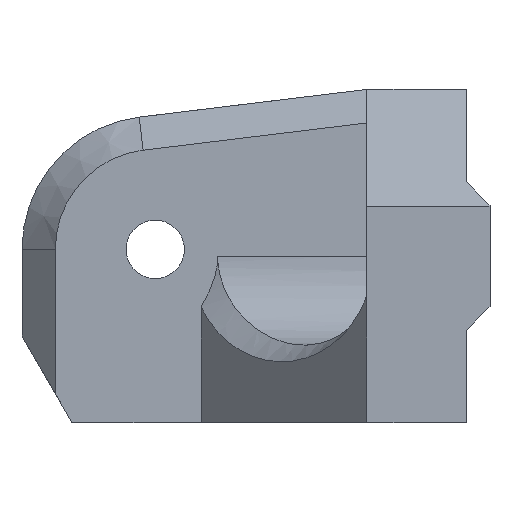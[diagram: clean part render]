
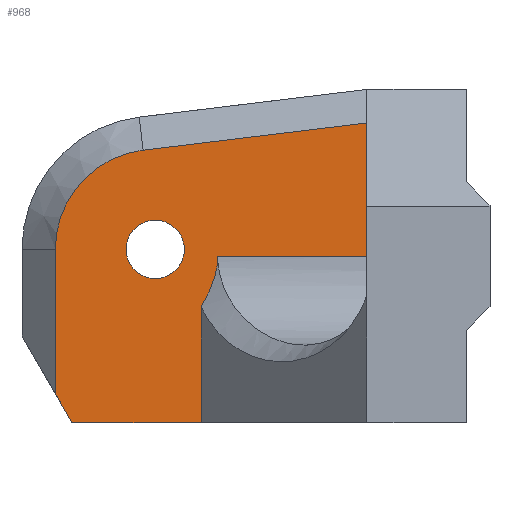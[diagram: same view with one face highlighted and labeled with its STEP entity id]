
A CAD part, front view. The second image highlights one B-rep face of the part: STEP entity #968.
In plain terms, the highlighted planar face has unit normal (0, -1, 0).
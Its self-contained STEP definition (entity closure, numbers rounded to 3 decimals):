
#30=FACE_BOUND('',#138,.T.);
#45=CIRCLE('',#1039,6.);
#46=CIRCLE('',#1042,1.75);
#58=B_SPLINE_CURVE_WITH_KNOTS('',3,(#1476,#1477,#1478,#1479,#1480,#1481,
#1482,#1483,#1484,#1485,#1486,#1487,#1488,#1489,#1490,#1491),
 .UNSPECIFIED.,.F.,.F.,(4,2,2,2,2,2,2,4),(0.,0.032,0.15,
0.234,0.299,0.313,0.32,
0.323),.UNSPECIFIED.);
#83=FACE_OUTER_BOUND('',#137,.T.);
#137=EDGE_LOOP('',(#733,#734,#735,#736,#737,#738,#739,#740,#741));
#138=EDGE_LOOP('',(#742));
#209=LINE('',#1535,#322);
#228=LINE('',#1640,#341);
#233=LINE('',#1652,#346);
#234=LINE('',#1655,#347);
#235=LINE('',#1657,#348);
#236=LINE('',#1658,#349);
#237=LINE('',#1659,#350);
#322=VECTOR('',#1141,10.);
#341=VECTOR('',#1182,10.);
#346=VECTOR('',#1195,10.);
#347=VECTOR('',#1198,10.);
#348=VECTOR('',#1199,10.);
#349=VECTOR('',#1200,10.);
#350=VECTOR('',#1201,10.);
#435=VERTEX_POINT('',#1465);
#436=VERTEX_POINT('',#1475);
#437=VERTEX_POINT('',#1533);
#454=VERTEX_POINT('',#1637);
#455=VERTEX_POINT('',#1639);
#457=VERTEX_POINT('',#1645);
#458=VERTEX_POINT('',#1650);
#459=VERTEX_POINT('',#1654);
#460=VERTEX_POINT('',#1656);
#461=VERTEX_POINT('',#1660);
#531=EDGE_CURVE('',#435,#436,#58,.F.);
#534=EDGE_CURVE('',#437,#435,#209,.T.);
#559=EDGE_CURVE('',#454,#455,#228,.T.);
#564=EDGE_CURVE('',#455,#457,#45,.T.);
#566=EDGE_CURVE('',#457,#458,#233,.T.);
#567=EDGE_CURVE('',#459,#454,#234,.T.);
#568=EDGE_CURVE('',#460,#459,#235,.T.);
#569=EDGE_CURVE('',#460,#436,#236,.T.);
#570=EDGE_CURVE('',#437,#458,#237,.T.);
#571=EDGE_CURVE('',#461,#461,#46,.T.);
#733=ORIENTED_EDGE('',*,*,#566,.F.);
#734=ORIENTED_EDGE('',*,*,#564,.F.);
#735=ORIENTED_EDGE('',*,*,#559,.F.);
#736=ORIENTED_EDGE('',*,*,#567,.F.);
#737=ORIENTED_EDGE('',*,*,#568,.F.);
#738=ORIENTED_EDGE('',*,*,#569,.T.);
#739=ORIENTED_EDGE('',*,*,#531,.F.);
#740=ORIENTED_EDGE('',*,*,#534,.F.);
#741=ORIENTED_EDGE('',*,*,#570,.T.);
#742=ORIENTED_EDGE('',*,*,#571,.F.);
#922=PLANE('',#1041);
#968=ADVANCED_FACE('',(#83,#30),#922,.F.);
#1039=AXIS2_PLACEMENT_3D('',#1648,#1190,#1191);
#1041=AXIS2_PLACEMENT_3D('',#1653,#1196,#1197);
#1042=AXIS2_PLACEMENT_3D('',#1661,#1202,#1203);
#1141=DIRECTION('',(-1.,0.,0.));
#1182=DIRECTION('',(0.,0.,1.));
#1190=DIRECTION('center_axis',(0.,1.,0.));
#1191=DIRECTION('ref_axis',(-1.,0.,0.));
#1195=DIRECTION('',(0.993,0.,0.12));
#1196=DIRECTION('center_axis',(0.,1.,0.));
#1197=DIRECTION('ref_axis',(1.,0.,0.));
#1198=DIRECTION('',(-0.5,0.,0.866));
#1199=DIRECTION('',(-1.,0.,0.));
#1200=DIRECTION('',(0.,0.,1.));
#1201=DIRECTION('',(0.,0.,1.));
#1202=DIRECTION('center_axis',(0.,-1.,0.));
#1203=DIRECTION('ref_axis',(1.,0.,0.));
#1465=CARTESIAN_POINT('',(3.75,0.,-0.4));
#1475=CARTESIAN_POINT('',(2.75,0.,-3.45));
#1476=CARTESIAN_POINT('Ctrl Pts',(2.75,0.,-3.45));
#1477=CARTESIAN_POINT('Ctrl Pts',(2.806,0.,
-3.358));
#1478=CARTESIAN_POINT('Ctrl Pts',(2.86,0.,
-3.266));
#1479=CARTESIAN_POINT('Ctrl Pts',(3.107,0.,
-2.832));
#1480=CARTESIAN_POINT('Ctrl Pts',(3.286,0.,
-2.473));
#1481=CARTESIAN_POINT('Ctrl Pts',(3.526,0.,
-1.84));
#1482=CARTESIAN_POINT('Ctrl Pts',(3.607,0.,
-1.571));
#1483=CARTESIAN_POINT('Ctrl Pts',(3.705,0.,
-1.079));
#1484=CARTESIAN_POINT('Ctrl Pts',(3.731,0.,
-0.865));
#1485=CARTESIAN_POINT('Ctrl Pts',(3.746,0.,
-0.602));
#1486=CARTESIAN_POINT('Ctrl Pts',(3.748,0.,
-0.556));
#1487=CARTESIAN_POINT('Ctrl Pts',(3.749,0.,
-0.485));
#1488=CARTESIAN_POINT('Ctrl Pts',(3.75,0.,
-0.461));
#1489=CARTESIAN_POINT('Ctrl Pts',(3.75,0.,
-0.425));
#1490=CARTESIAN_POINT('Ctrl Pts',(3.75,0.,-0.412));
#1491=CARTESIAN_POINT('Ctrl Pts',(3.75,0.,-0.4));
#1533=CARTESIAN_POINT('',(12.7,0.,-0.4));
#1535=CARTESIAN_POINT('',(12.7,0.,-0.4));
#1637=CARTESIAN_POINT('',(-6.,0.,-8.668));
#1639=CARTESIAN_POINT('',(-6.,0.,0.));
#1640=CARTESIAN_POINT('',(-6.,0.,-2.802));
#1645=CARTESIAN_POINT('',(-0.723,0.,5.956));
#1648=CARTESIAN_POINT('Origin',(0.,0.,0.));
#1650=CARTESIAN_POINT('',(12.7,0.,7.585));
#1652=CARTESIAN_POINT('',(1.889,0.,6.273));
#1653=CARTESIAN_POINT('Origin',(5.35,0.,-0.4));
#1654=CARTESIAN_POINT('',(-5.,0.,-10.4));
#1655=CARTESIAN_POINT('',(-5.,0.,-10.4));
#1656=CARTESIAN_POINT('',(2.75,0.,-10.4));
#1657=CARTESIAN_POINT('',(18.7,0.,-10.4));
#1658=CARTESIAN_POINT('',(2.75,0.,-5.4));
#1659=CARTESIAN_POINT('',(12.7,0.,-10.4));
#1660=CARTESIAN_POINT('',(-1.75,0.,0.));
#1661=CARTESIAN_POINT('Origin',(0.,0.,0.));
